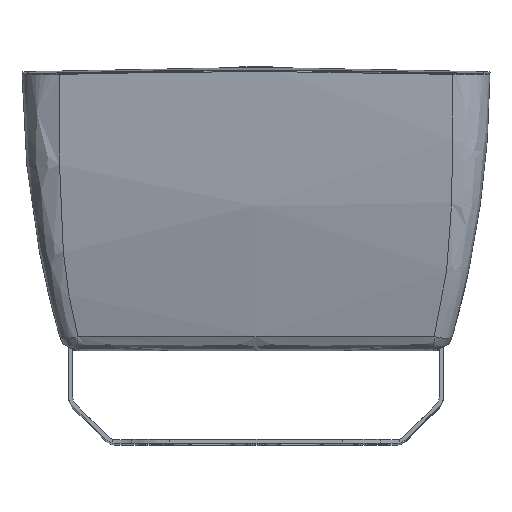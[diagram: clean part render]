
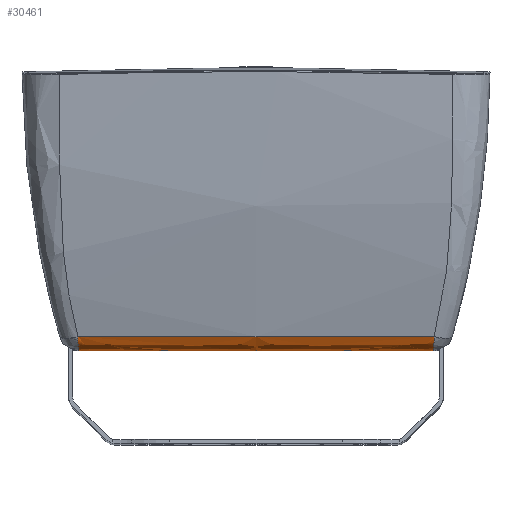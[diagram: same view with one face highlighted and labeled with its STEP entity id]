
A CAD part, left-side view. The second image highlights one B-rep face of the part: STEP entity #30461.
In plain terms, the highlighted free-form (B-spline) face has degree [3, 3] with [6, 4] control points.
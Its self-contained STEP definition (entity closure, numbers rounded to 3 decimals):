
#135=ELLIPSE('',#32045,2280.739,1974.907);
#660=B_SPLINE_SURFACE_WITH_KNOTS('',3,3,((#60845,#60846,#60847,#60848),
(#60849,#60850,#60851,#60852),(#60853,#60854,#60855,#60856),(#60857,#60858,
#60859,#60860),(#60861,#60862,#60863,#60864),(#60865,#60866,#60867,#60868)),
 .UNSPECIFIED.,.F.,.F.,.F.,(4,1,1,4),(4,4),(-0.015,0.286,
0.571,1.015),(-0.364,18.567),
 .UNSPECIFIED.);
#1821=B_SPLINE_CURVE_WITH_KNOTS('',3,(#60375,#60376,#60377,#60378,#60379,
#60380),.UNSPECIFIED.,.F.,.F.,(4,1,1,4),(0.,0.286,0.571,
1.),.UNSPECIFIED.);
#1825=B_SPLINE_CURVE_WITH_KNOTS('',3,(#60871,#60872,#60873,#60874,#60875,
#60876),.UNSPECIFIED.,.F.,.F.,(4,1,1,4),(0.,0.429,0.714,
1.),.UNSPECIFIED.);
#1826=B_SPLINE_CURVE_WITH_KNOTS('',3,(#60877,#60878,#60879,#60880,#60881,
#60882,#60883,#60884,#60885,#60886,#60887,#60888,#60889,#60890,#60891,#60892,
#60893,#60894),.UNSPECIFIED.,.F.,.F.,(4,2,2,2,2,2,2,2,4),(0.,0.157,
0.313,0.469,0.5,0.656,0.812,
0.969,1.),.UNSPECIFIED.);
#4443=FACE_OUTER_BOUND('',#6210,.T.);
#6210=EDGE_LOOP('',(#25655,#25656,#25657,#25658));
#13846=VERTEX_POINT('',#60372);
#13847=VERTEX_POINT('',#60374);
#13850=VERTEX_POINT('',#60869);
#13851=VERTEX_POINT('',#60870);
#17986=EDGE_CURVE('',#13846,#13847,#1821,.T.);
#17992=EDGE_CURVE('',#13850,#13851,#1825,.T.);
#17993=EDGE_CURVE('',#13847,#13850,#1826,.T.);
#17994=EDGE_CURVE('',#13851,#13846,#135,.T.);
#25655=ORIENTED_EDGE('',*,*,#17992,.F.);
#25656=ORIENTED_EDGE('',*,*,#17993,.F.);
#25657=ORIENTED_EDGE('',*,*,#17986,.F.);
#25658=ORIENTED_EDGE('',*,*,#17994,.F.);
#30461=ADVANCED_FACE('',(#4443),#660,.F.);
#32045=AXIS2_PLACEMENT_3D('',#60895,#37388,#37389);
#37388=DIRECTION('center_axis',(0.,0.,
-1.));
#37389=DIRECTION('ref_axis',(0.,1.,0.));
#60372=CARTESIAN_POINT('',(-109.098,103.245,-50.638));
#60374=CARTESIAN_POINT('',(-118.703,103.577,-43.4));
#60375=CARTESIAN_POINT('Ctrl Pts',(-109.098,103.245,-50.638));
#60376=CARTESIAN_POINT('Ctrl Pts',(-110.327,103.288,-50.638));
#60377=CARTESIAN_POINT('Ctrl Pts',(-112.781,103.373,-50.178));
#60378=CARTESIAN_POINT('Ctrl Pts',(-116.507,103.502,-47.88));
#60379=CARTESIAN_POINT('Ctrl Pts',(-118.194,103.56,-45.173));
#60380=CARTESIAN_POINT('Ctrl Pts',(-118.703,103.577,-43.4));
#60845=CARTESIAN_POINT('Ctrl Pts',(-108.778,106.877,-50.636));
#60846=CARTESIAN_POINT('Ctrl Pts',(-111.046,43.818,-50.636));
#60847=CARTESIAN_POINT('Ctrl Pts',(-111.046,-19.322,-50.636));
#60848=CARTESIAN_POINT('Ctrl Pts',(-108.778,-82.38,-50.636));
#60849=CARTESIAN_POINT('Ctrl Pts',(-110.07,106.923,-50.662));
#60850=CARTESIAN_POINT('Ctrl Pts',(-112.34,43.834,-50.662));
#60851=CARTESIAN_POINT('Ctrl Pts',(-112.34,-19.337,-50.662));
#60852=CARTESIAN_POINT('Ctrl Pts',(-110.07,-82.427,-50.662));
#60853=CARTESIAN_POINT('Ctrl Pts',(-112.598,107.014,-50.212));
#60854=CARTESIAN_POINT('Ctrl Pts',(-114.871,43.864,-50.212));
#60855=CARTESIAN_POINT('Ctrl Pts',(-114.871,-19.368,-50.212));
#60856=CARTESIAN_POINT('Ctrl Pts',(-112.598,-82.518,-50.212));
#60857=CARTESIAN_POINT('Ctrl Pts',(-116.433,107.152,-47.846));
#60858=CARTESIAN_POINT('Ctrl Pts',(-118.712,43.91,-47.842));
#60859=CARTESIAN_POINT('Ctrl Pts',(-118.712,-19.414,-47.842));
#60860=CARTESIAN_POINT('Ctrl Pts',(-116.433,-82.656,-47.846));
#60861=CARTESIAN_POINT('Ctrl Pts',(-118.135,107.213,-45.06));
#60862=CARTESIAN_POINT('Ctrl Pts',(-120.415,43.93,-45.052));
#60863=CARTESIAN_POINT('Ctrl Pts',(-120.415,-19.434,-45.052));
#60864=CARTESIAN_POINT('Ctrl Pts',(-118.135,-82.717,-45.06));
#60865=CARTESIAN_POINT('Ctrl Pts',(-118.625,107.231,-43.216));
#60866=CARTESIAN_POINT('Ctrl Pts',(-120.904,43.936,-43.206));
#60867=CARTESIAN_POINT('Ctrl Pts',(-120.904,-19.44,-43.206));
#60868=CARTESIAN_POINT('Ctrl Pts',(-118.625,-82.734,-43.216));
#60869=CARTESIAN_POINT('',(-118.703,-79.081,-43.4));
#60870=CARTESIAN_POINT('',(-109.098,-78.749,-50.638));
#60871=CARTESIAN_POINT('Ctrl Pts',(-118.703,-79.081,
-43.4));
#60872=CARTESIAN_POINT('Ctrl Pts',(-118.194,-79.063,
-45.173));
#60873=CARTESIAN_POINT('Ctrl Pts',(-116.507,-79.005,
-47.88));
#60874=CARTESIAN_POINT('Ctrl Pts',(-112.781,-78.876,
-50.178));
#60875=CARTESIAN_POINT('Ctrl Pts',(-110.327,-78.791,
-50.638));
#60876=CARTESIAN_POINT('Ctrl Pts',(-109.098,-78.749,
-50.638));
#60877=CARTESIAN_POINT('Ctrl Pts',(-118.703,103.577,-43.4));
#60878=CARTESIAN_POINT('Ctrl Pts',(-119.032,94.08,-43.399));
#60879=CARTESIAN_POINT('Ctrl Pts',(-119.31,84.571,-43.398));
#60880=CARTESIAN_POINT('Ctrl Pts',(-119.762,65.55,-43.396));
#60881=CARTESIAN_POINT('Ctrl Pts',(-119.937,56.038,-43.395));
#60882=CARTESIAN_POINT('Ctrl Pts',(-120.184,37.017,-43.394));
#60883=CARTESIAN_POINT('Ctrl Pts',(-120.256,27.508,-43.393));
#60884=CARTESIAN_POINT('Ctrl Pts',(-120.281,16.077,-43.393));
#60885=CARTESIAN_POINT('Ctrl Pts',(-120.283,14.163,-43.393));
#60886=CARTESIAN_POINT('Ctrl Pts',(-120.283,2.725,-43.393));
#60887=CARTESIAN_POINT('Ctrl Pts',(-120.232,-6.79,-43.394));
#60888=CARTESIAN_POINT('Ctrl Pts',(-120.026,-25.817,-43.394));
#60889=CARTESIAN_POINT('Ctrl Pts',(-119.872,-35.329,
-43.395));
#60890=CARTESIAN_POINT('Ctrl Pts',(-119.46,-54.357,
-43.397));
#60891=CARTESIAN_POINT('Ctrl Pts',(-119.203,-63.872,-43.398));
#60892=CARTESIAN_POINT('Ctrl Pts',(-118.833,-75.279,-43.4));
#60893=CARTESIAN_POINT('Ctrl Pts',(-118.769,-77.18,
-43.4));
#60894=CARTESIAN_POINT('Ctrl Pts',(-118.703,-79.081,
-43.4));
#60895=CARTESIAN_POINT('Origin',(1864.237,12.248,-50.638));
